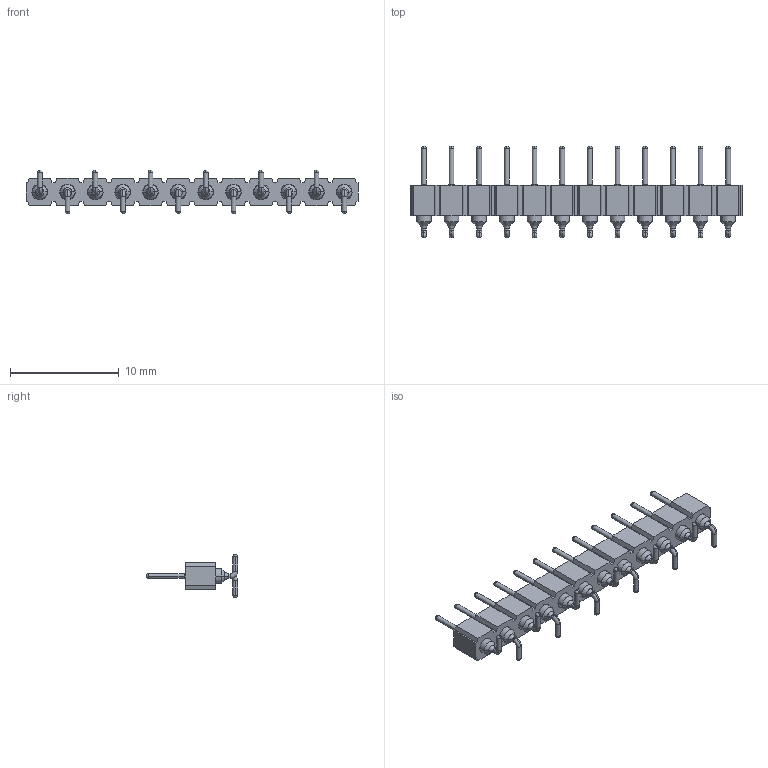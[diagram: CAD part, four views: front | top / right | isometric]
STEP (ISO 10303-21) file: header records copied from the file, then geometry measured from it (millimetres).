
FILE_DESCRIPTION (( 'STEP AP203' ), '1' );
FILE_NAME ('350-10-164-00-106000.step', '2012-06-12T13:32:59', ( '_' ), ( '' ), 'SwSTEP 2.0', 'SolidWorks 2011', '' );
FILE_SCHEMA (( 'CONFIG_CONTROL_DESIGN' ));
Length unit declared in the file: inch
Products named in the file (3): 350-10-164-00-106000; 3404_3404-0-00-15-00-00-03-4; P3XX-11-010-00-000000_P312-11-010-00-000000
Assembly tree (13 placements, depth 2):
  350-10-164-00-106000
    3404_3404-0-00-15-00-00-03-4  x12
    P3XX-11-010-00-000000_P312-11-010-00-000000
Bounding box: 30.48 x 8.42 x 4.01 mm (x, y, z)
Volume: 222.5 mm3; surface area: 851.7 mm2
Topology: 13 solids, 13 shells, 510 faces, 1260 edges, 776 vertices
Faces by surface type: cylinder 192, plane 150, torus 72, sphere 48, cone 48
Entity records: 6653 total; most frequent: DIRECTION 1066, CARTESIAN_POINT 1051, ORIENTED_EDGE 1016, EDGE_CURVE 508, LINE 364, VECTOR 364, AXIS2_PLACEMENT_3D 351, VERTEX_POINT 336
